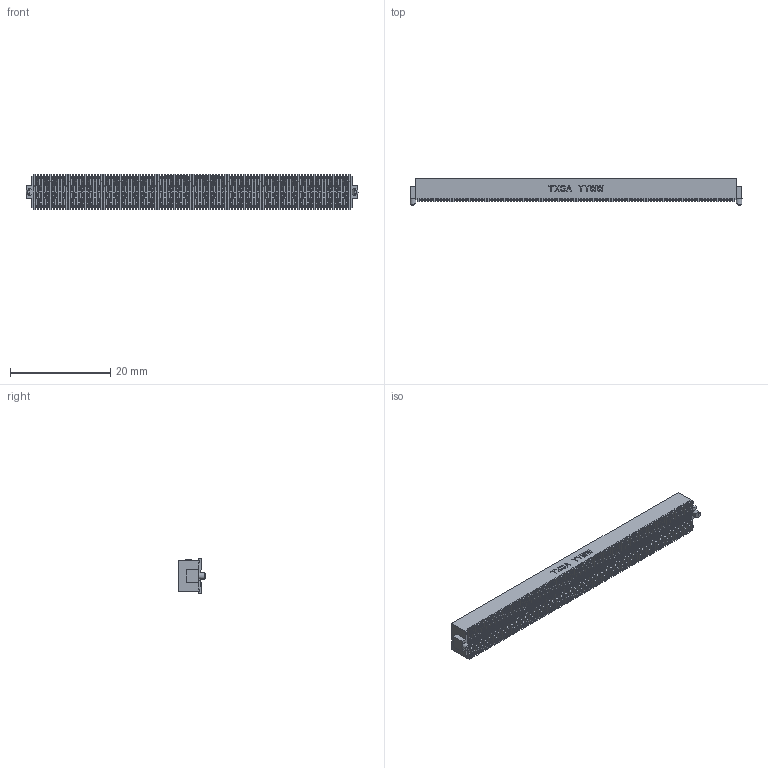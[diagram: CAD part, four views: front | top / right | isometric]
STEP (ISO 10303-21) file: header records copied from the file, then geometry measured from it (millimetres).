
FILE_DESCRIPTION((''),'2;1');
FILE_NAME('FBB12709-F20-H46_ASM','2026-03-17T10:47:34',('gongchengVV'),(''),'CREO PARAMETRIC BY PTC INC, 2020033','CREO PARAMETRIC BY PTC INC, 2020033','');
FILE_SCHEMA(('CONFIG_CONTROL_DESIGN'));
Products named in the file (1): FBB12709-F20-H46_ASM
Bounding box: 66.29 x 5.33 x 7.15 mm (x, y, z)
Volume: 1471.9 mm3; surface area: 6325 mm2
Topology: 201 solids, 201 shells, 8358 faces, 23637 edges, 15490 vertices
Faces by surface type: plane 8154, cylinder 202, cone 2
Entity records: 264597 total; most frequent: CARTESIAN_POINT 47521, ORIENTED_EDGE 47274, DIRECTION 40755, EDGE_CURVE 23637, VECTOR 23219, LINE 23219, VERTEX_POINT 15490, AXIS2_PLACEMENT_3D 8768
